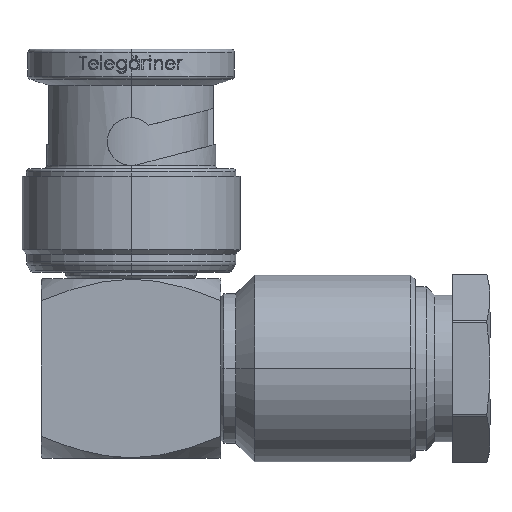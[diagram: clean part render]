
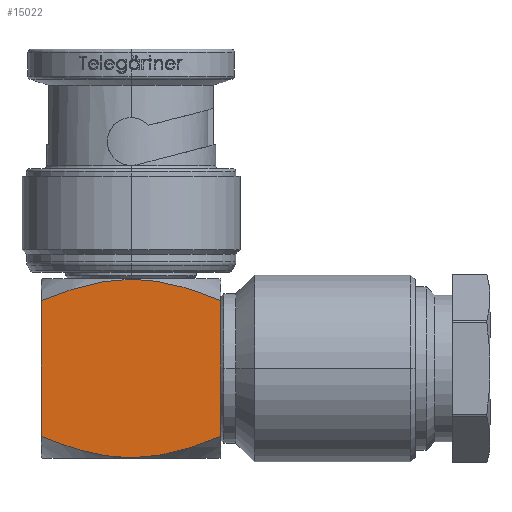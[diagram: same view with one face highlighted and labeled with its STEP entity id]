
A CAD part, left-side view. The second image highlights one B-rep face of the part: STEP entity #15022.
In plain terms, the highlighted planar face has unit normal (-1, 0, 0).
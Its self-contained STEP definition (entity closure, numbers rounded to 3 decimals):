
#676 = B_SPLINE_CURVE_WITH_KNOTS ( 'NONE', 3,
 ( #680, #18122, #3654, #9553, #12097, #2147, #3534, #4941, #2208, #7995 ),
 .UNSPECIFIED., .F., .F.,
 ( 4, 2, 2, 2, 4 ),
 ( 0.022, 0.023, 0.023, 0.025, 0.028 ),
 .UNSPECIFIED. ) ;
#680 = CARTESIAN_POINT ( 'NONE',  ( -6., 0., -11.971 ) ) ;
#1326 = LINE ( 'NONE', #10340, #6243 ) ;
#1636 = VERTEX_POINT ( 'NONE', #17473 ) ;
#2147 = CARTESIAN_POINT ( 'NONE',  ( -6., -2.063, -11.783 ) ) ;
#2208 = CARTESIAN_POINT ( 'NONE',  ( -6., -5.042, -10.927 ) ) ;
#2268 = CARTESIAN_POINT ( 'NONE',  ( -6., 5.52, -1.268 ) ) ;
#2365 = EDGE_CURVE ( 'NONE', #18351, #7858, #676, .T. ) ;
#3057 = B_SPLINE_CURVE_WITH_KNOTS ( 'NONE', 3,
 ( #12345, #3913, #5183, #15243, #10849, #16551, #2268, #16750 ),
 .UNSPECIFIED., .F., .F.,
 ( 4, 2, 2, 4 ),
 ( 0.013, 0.016, 0.018, 0.019 ),
 .UNSPECIFIED. ) ;
#3514 = CARTESIAN_POINT ( 'NONE',  ( -6., 3.556, -11.417 ) ) ;
#3534 = CARTESIAN_POINT ( 'NONE',  ( -6., -2.567, -11.676 ) ) ;
#3637 = DIRECTION ( 'NONE',  ( 0., 0., 1. ) ) ;
#3654 = CARTESIAN_POINT ( 'NONE',  ( -6., -0.519, -11.961 ) ) ;
#3770 = CARTESIAN_POINT ( 'NONE',  ( -6., -0.258, -0.029 ) ) ;
#3806 = ORIENTED_EDGE ( 'NONE', *, *, #8718, .T. ) ;
#3828 = ORIENTED_EDGE ( 'NONE', *, *, #10815, .F. ) ;
#3913 = CARTESIAN_POINT ( 'NONE',  ( -6., 1.041, -0.029 ) ) ;
#4680 = CARTESIAN_POINT ( 'NONE',  ( -6., 0., 0. ) ) ;
#4877 = VERTEX_POINT ( 'NONE', #12431 ) ;
#4941 = CARTESIAN_POINT ( 'NONE',  ( -6., -4.063, -11.283 ) ) ;
#5183 = CARTESIAN_POINT ( 'NONE',  ( -6., 2.057, -0.19 ) ) ;
#5797 = ORIENTED_EDGE ( 'NONE', *, *, #10295, .F. ) ;
#6243 = VECTOR ( 'NONE', #10395, 1000. ) ;
#6446 = CARTESIAN_POINT ( 'NONE',  ( -6., 5.52, -10.732 ) ) ;
#6704 = CARTESIAN_POINT ( 'NONE',  ( -6., 0., -0.029 ) ) ;
#6820 = CARTESIAN_POINT ( 'NONE',  ( -6., 0., -11.971 ) ) ;
#6988 = VECTOR ( 'NONE', #3637, 1000. ) ;
#7175 = ORIENTED_EDGE ( 'NONE', *, *, #12223, .T. ) ;
#7858 = VERTEX_POINT ( 'NONE', #11125 ) ;
#7910 = CARTESIAN_POINT ( 'NONE',  ( -6., 4.053, -11.261 ) ) ;
#7995 = CARTESIAN_POINT ( 'NONE',  ( -6., -6., -10.536 ) ) ;
#8537 = FACE_OUTER_BOUND ( 'NONE', #14333, .T. ) ;
#8568 = LINE ( 'NONE', #17782, #6988 ) ;
#8718 = EDGE_CURVE ( 'NONE', #1636, #18351, #9445, .T. ) ;
#8921 = CARTESIAN_POINT ( 'NONE',  ( -6., 6., -1.464 ) ) ;
#9344 = CARTESIAN_POINT ( 'NONE',  ( -6., 6., -10.536 ) ) ;
#9445 = B_SPLINE_CURVE_WITH_KNOTS ( 'NONE', 3,
 ( #9344, #6446, #13412, #7910, #3514, #14892, #13593, #17779 ),
 .UNSPECIFIED., .F., .F.,
 ( 4, 2, 2, 4 ),
 ( 0.016, 0.017, 0.019, 0.022 ),
 .UNSPECIFIED. ) ;
#9553 = CARTESIAN_POINT ( 'NONE',  ( -6., -1.038, -11.923 ) ) ;
#9605 = CARTESIAN_POINT ( 'NONE',  ( -6., -6., -1.464 ) ) ;
#9676 = AXIS2_PLACEMENT_3D ( 'NONE', #4680, #11887, #16087 ) ;
#10096 = VERTEX_POINT ( 'NONE', #8921 ) ;
#10295 = EDGE_CURVE ( 'NONE', #1636, #10096, #8568, .T. ) ;
#10340 = CARTESIAN_POINT ( 'NONE',  ( -6., -6., -12. ) ) ;
#10395 = DIRECTION ( 'NONE',  ( 0., 0., -1. ) ) ;
#10815 = EDGE_CURVE ( 'NONE', #4877, #7858, #1326, .T. ) ;
#10849 = CARTESIAN_POINT ( 'NONE',  ( -6., 4.053, -0.739 ) ) ;
#11125 = CARTESIAN_POINT ( 'NONE',  ( -6., -6., -10.536 ) ) ;
#11887 = DIRECTION ( 'NONE',  ( -1., 0., 0. ) ) ;
#12097 = CARTESIAN_POINT ( 'NONE',  ( -6., -1.296, -11.894 ) ) ;
#12223 = EDGE_CURVE ( 'NONE', #4877, #16039, #12985, .T. ) ;
#12345 = CARTESIAN_POINT ( 'NONE',  ( -6., 0., -0.029 ) ) ;
#12404 = CARTESIAN_POINT ( 'NONE',  ( -6., -4.063, -0.717 ) ) ;
#12431 = CARTESIAN_POINT ( 'NONE',  ( -6., -6., -1.464 ) ) ;
#12464 = CARTESIAN_POINT ( 'NONE',  ( -6., -0.519, -0.039 ) ) ;
#12720 = ORIENTED_EDGE ( 'NONE', *, *, #16146, .T. ) ;
#12985 = B_SPLINE_CURVE_WITH_KNOTS ( 'NONE', 3,
 ( #9605, #13844, #12404, #18174, #13784, #16736, #15226, #12464, #3770, #6704 ),
 .UNSPECIFIED., .F., .F.,
 ( 4, 2, 2, 2, 4 ),
 ( 0.007, 0.01, 0.011, 0.012, 0.013 ),
 .UNSPECIFIED. ) ;
#13412 = CARTESIAN_POINT ( 'NONE',  ( -6., 5.036, -10.918 ) ) ;
#13593 = CARTESIAN_POINT ( 'NONE',  ( -6., 1.041, -11.971 ) ) ;
#13784 = CARTESIAN_POINT ( 'NONE',  ( -6., -2.063, -0.217 ) ) ;
#13844 = CARTESIAN_POINT ( 'NONE',  ( -6., -5.042, -1.073 ) ) ;
#14333 = EDGE_LOOP ( 'NONE', ( #5797, #3806, #17044, #3828, #7175, #12720 ) ) ;
#14892 = CARTESIAN_POINT ( 'NONE',  ( -6., 2.057, -11.81 ) ) ;
#14908 = CARTESIAN_POINT ( 'NONE',  ( -6., 0., -0.029 ) ) ;
#15022 = ADVANCED_FACE ( 'NONE', ( #8537 ), #16025, .T. ) ;
#15226 = CARTESIAN_POINT ( 'NONE',  ( -6., -1.038, -0.077 ) ) ;
#15243 = CARTESIAN_POINT ( 'NONE',  ( -6., 3.556, -0.583 ) ) ;
#16025 = PLANE ( 'NONE',  #9676 ) ;
#16039 = VERTEX_POINT ( 'NONE', #14908 ) ;
#16087 = DIRECTION ( 'NONE',  ( 0., 0., 1. ) ) ;
#16146 = EDGE_CURVE ( 'NONE', #16039, #10096, #3057, .T. ) ;
#16551 = CARTESIAN_POINT ( 'NONE',  ( -6., 5.036, -1.082 ) ) ;
#16736 = CARTESIAN_POINT ( 'NONE',  ( -6., -1.296, -0.106 ) ) ;
#16750 = CARTESIAN_POINT ( 'NONE',  ( -6., 6., -1.464 ) ) ;
#17044 = ORIENTED_EDGE ( 'NONE', *, *, #2365, .T. ) ;
#17473 = CARTESIAN_POINT ( 'NONE',  ( -6., 6., -10.536 ) ) ;
#17779 = CARTESIAN_POINT ( 'NONE',  ( -6., 0., -11.971 ) ) ;
#17782 = CARTESIAN_POINT ( 'NONE',  ( -6., 6., 0. ) ) ;
#18122 = CARTESIAN_POINT ( 'NONE',  ( -6., -0.258, -11.971 ) ) ;
#18174 = CARTESIAN_POINT ( 'NONE',  ( -6., -2.567, -0.324 ) ) ;
#18351 = VERTEX_POINT ( 'NONE', #6820 ) ;
